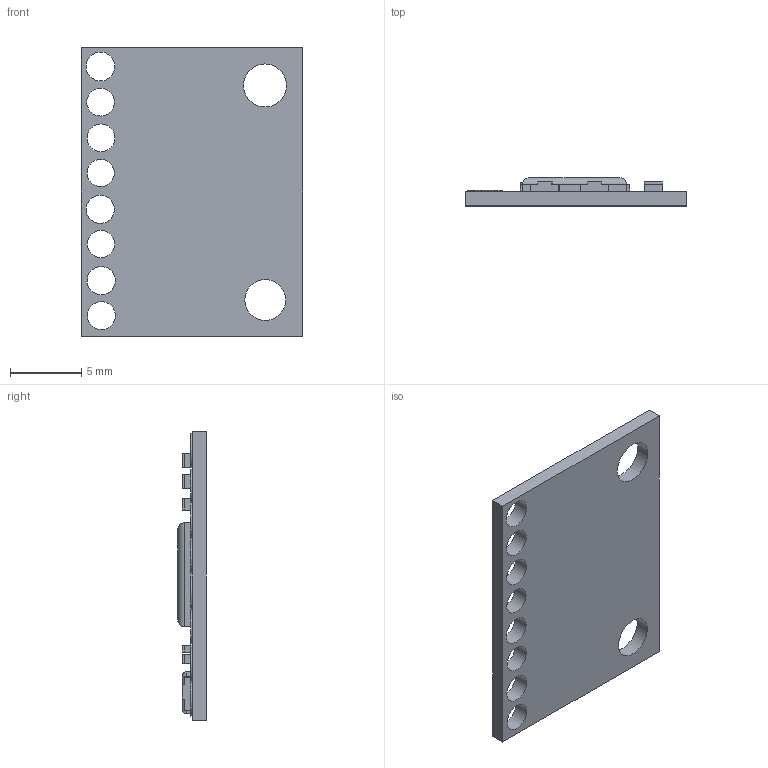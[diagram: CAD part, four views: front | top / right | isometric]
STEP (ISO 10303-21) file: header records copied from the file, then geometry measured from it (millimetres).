
FILE_DESCRIPTION (( 'STEP AP214' ), '1' );
FILE_NAME ('MPU6050.STEP', '2024-05-29T12:51:49', ( '' ), ( '' ), 'SwSTEP 2.0', 'SolidWorks 2024', '' );
FILE_SCHEMA (( 'AUTOMOTIVE_DESIGN' ));
Length unit declared in the file: millimetre
Products named in the file (1): MPU6050
Bounding box: 15.56 x 2 x 20.26 mm (x, y, z)
Volume: 351.2 mm3; surface area: 789.3 mm2
Topology: 1 solids, 1 shells, 188 faces, 490 edges, 326 vertices
Faces by surface type: plane 162, cylinder 26
Full cylindrical faces by diameter (mm): 1.907 x1, 1.913 x1, 1.947 x1, 1.957 x1, 1.959 x1, 1.978 x1, 1.981 x1, 2.02 x1, 2.307 x1, 2.313 x1, 2.347 x1, 2.357 x1, 2.359 x1, 2.378 x1, 2.381 x1, 2.42 x1, 2.865 x1, 3.017 x1
Entity records: 7571 total; most frequent: CARTESIAN_POINT 979, ORIENTED_EDGE 912, DIRECTION 862, EDGE_CURVE 456, LINE 412, VECTOR 412, VERTEX_POINT 310, EDGE_LOOP 248
